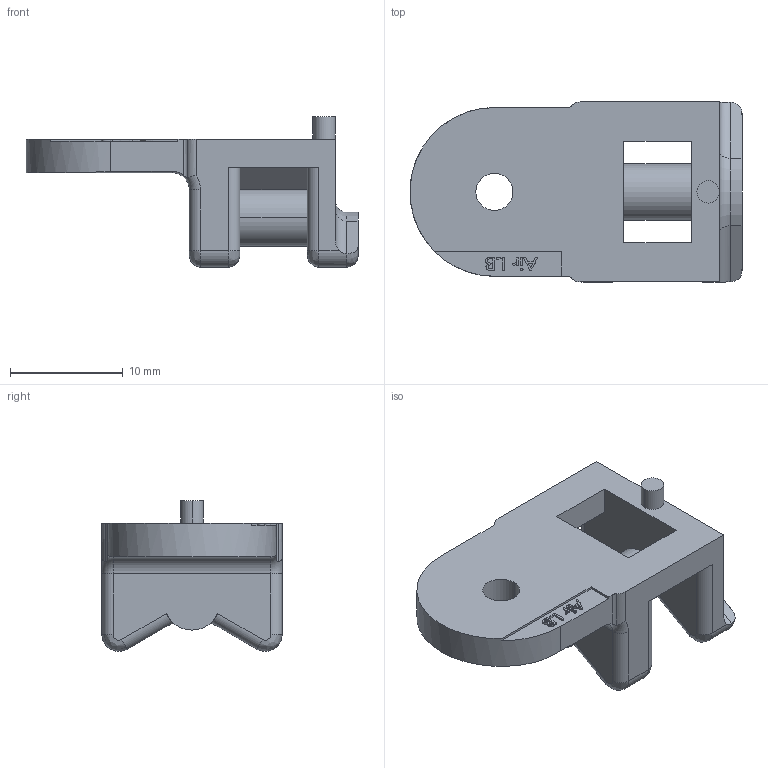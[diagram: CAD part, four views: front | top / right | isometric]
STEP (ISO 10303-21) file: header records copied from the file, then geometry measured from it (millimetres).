
FILE_DESCRIPTION((''),'2;1');
FILE_NAME('003261_163_59','2020-01-31T',('presta_be4'),(''),'CREO PARAMETRIC BY PTC INC, 2018360','CREO PARAMETRIC BY PTC INC, 2018360','');
FILE_SCHEMA(('CONFIG_CONTROL_DESIGN'));
Length unit declared in the file: millimetre
Products named in the file (1): 003261_163_59
Bounding box: 29.5 x 16 x 13.4 mm (x, y, z)
Volume: 2018.7 mm3; surface area: 1716.8 mm2
Topology: 1 solids, 1 shells, 181 faces, 495 edges, 322 vertices
Faces by surface type: extrusion 79, plane 56, cylinder 35, bspline 8, torus 3
Entity records: 6188 total; most frequent: CARTESIAN_POINT 1881, ORIENTED_EDGE 990, DIRECTION 652, EDGE_CURVE 495, VECTOR 324, VERTEX_POINT 322, B_SPLINE_CURVE_WITH_KNOTS 259, LINE 245
